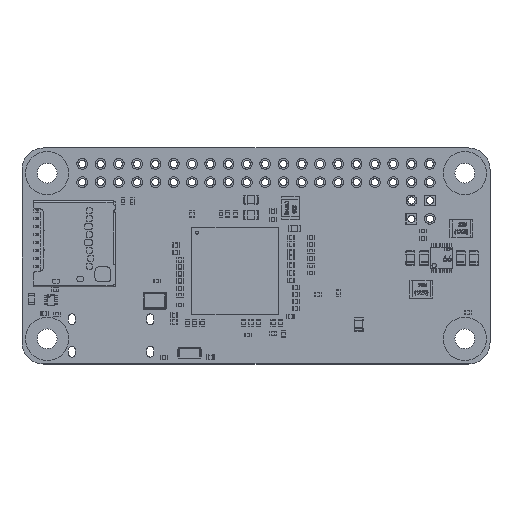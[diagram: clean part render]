
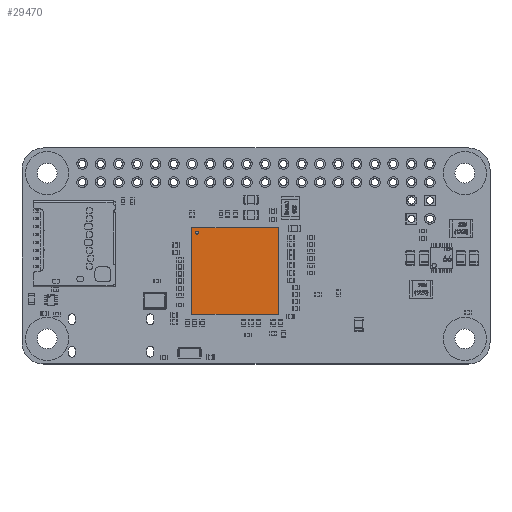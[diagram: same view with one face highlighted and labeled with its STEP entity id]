
A CAD part, top view. The second image highlights one B-rep face of the part: STEP entity #29470.
In plain terms, the highlighted face is planar.
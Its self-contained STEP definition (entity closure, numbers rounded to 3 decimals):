
#1042=FACE_BOUND('',#5053,.T.);
#1295=PLANE('',#31866);
#3210=FACE_OUTER_BOUND('',#5052,.T.);
#5052=EDGE_LOOP('',(#21261,#21262,#21263,#21264));
#5053=EDGE_LOOP('',(#21265));
#6973=LINE('',#45159,#9324);
#6976=LINE('',#45164,#9327);
#6978=LINE('',#45168,#9329);
#6980=LINE('',#45171,#9331);
#9324=VECTOR('',#36136,1000.);
#9327=VECTOR('',#36141,1000.);
#9329=VECTOR('',#36145,1000.);
#9331=VECTOR('',#36149,1000.);
#11503=CIRCLE('',#31188,0.2);
#13152=VERTEX_POINT('',#43800);
#13661=VERTEX_POINT('',#45157);
#13662=VERTEX_POINT('',#45158);
#13663=VERTEX_POINT('',#45163);
#13664=VERTEX_POINT('',#45167);
#16030=EDGE_CURVE('',#13152,#13152,#11503,.T.);
#16707=EDGE_CURVE('',#13661,#13662,#6973,.T.);
#16710=EDGE_CURVE('',#13662,#13663,#6976,.T.);
#16712=EDGE_CURVE('',#13663,#13664,#6978,.T.);
#16714=EDGE_CURVE('',#13664,#13661,#6980,.T.);
#21261=ORIENTED_EDGE('',*,*,#16707,.F.);
#21262=ORIENTED_EDGE('',*,*,#16714,.F.);
#21263=ORIENTED_EDGE('',*,*,#16712,.F.);
#21264=ORIENTED_EDGE('',*,*,#16710,.F.);
#21265=ORIENTED_EDGE('',*,*,#16030,.F.);
#29470=ADVANCED_FACE('',(#3210,#1042),#1295,.T.);
#31188=AXIS2_PLACEMENT_3D('',#43802,#34614,#34615);
#31866=AXIS2_PLACEMENT_3D('',#45172,#36150,#36151);
#34614=DIRECTION('center_axis',(0.,-1.,0.));
#34615=DIRECTION('ref_axis',(0.,0.,-1.));
#36136=DIRECTION('',(0.,0.,-1.));
#36141=DIRECTION('',(-1.,0.,0.));
#36145=DIRECTION('',(0.,0.,1.));
#36149=DIRECTION('',(1.,0.,0.));
#36150=DIRECTION('center_axis',(0.,-1.,0.));
#36151=DIRECTION('ref_axis',(0.,0.,-1.));
#43800=CARTESIAN_POINT('',(-5.3,0.,5.5));
#43802=CARTESIAN_POINT('Origin',(-5.3,0.,5.3));
#45157=CARTESIAN_POINT('',(6.,0.,6.));
#45158=CARTESIAN_POINT('',(6.,0.,-6.));
#45159=CARTESIAN_POINT('',(6.,0.,6.));
#45163=CARTESIAN_POINT('',(-6.,0.,-6.));
#45164=CARTESIAN_POINT('',(-6.,0.,-6.));
#45167=CARTESIAN_POINT('',(-6.,0.,6.));
#45168=CARTESIAN_POINT('',(-6.,0.,6.));
#45171=CARTESIAN_POINT('',(-6.,0.,6.));
#45172=CARTESIAN_POINT('Origin',(0.,0.,0.));
